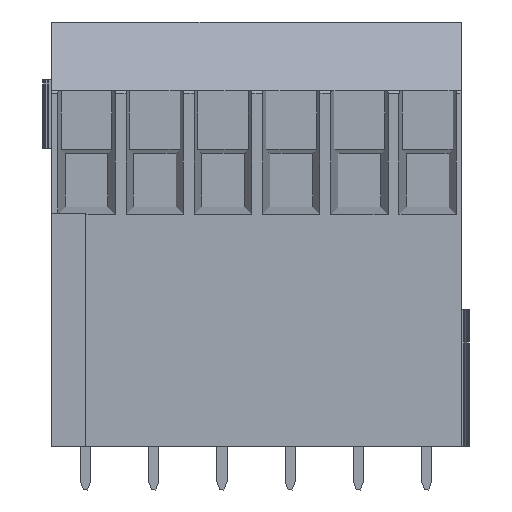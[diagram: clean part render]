
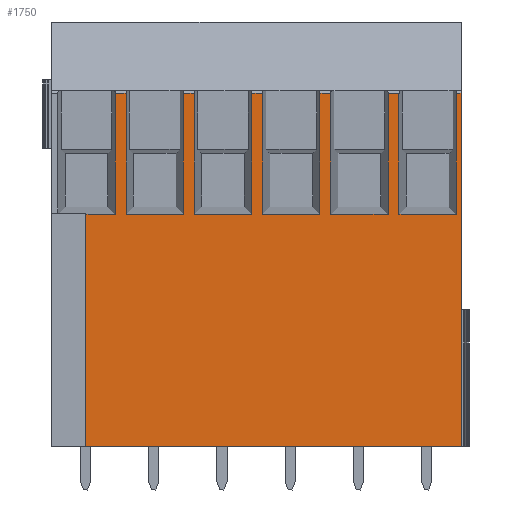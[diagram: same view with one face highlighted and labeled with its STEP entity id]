
A CAD part, front view. The second image highlights one B-rep face of the part: STEP entity #1750.
In plain terms, the highlighted planar face has unit normal (0, -1, 0).
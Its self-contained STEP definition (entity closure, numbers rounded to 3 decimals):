
#975=AXIS2_PLACEMENT_3D('Plane Axis2P3D',#972,#973,#974) ;
#972=CARTESIAN_POINT('Axis2P3D Location',(0.68,0.,29.06)) ;
#1518=CARTESIAN_POINT('Vertex',(30.68,0.,29.06)) ;
#1521=CARTESIAN_POINT('Line Origine',(30.68,0.,16.13)) ;
#1525=CARTESIAN_POINT('Vertex',(30.68,0.,3.2)) ;
#1549=CARTESIAN_POINT('Line Origine',(16.93,0.,3.2)) ;
#1553=CARTESIAN_POINT('Vertex',(3.18,0.,3.2)) ;
#1556=CARTESIAN_POINT('Line Origine',(30.5,0.,29.06)) ;
#1560=CARTESIAN_POINT('Vertex',(30.32,0.,29.06)) ;
#1563=CARTESIAN_POINT('Line Origine',(30.32,0.,24.63)) ;
#1567=CARTESIAN_POINT('Vertex',(30.32,0.,20.2)) ;
#1570=CARTESIAN_POINT('Line Origine',(28.22,0.,20.2)) ;
#1574=CARTESIAN_POINT('Vertex',(26.12,0.,20.2)) ;
#1577=CARTESIAN_POINT('Line Origine',(26.12,0.,24.63)) ;
#1581=CARTESIAN_POINT('Vertex',(26.12,0.,29.06)) ;
#1584=CARTESIAN_POINT('Line Origine',(25.72,0.,29.06)) ;
#1588=CARTESIAN_POINT('Vertex',(25.32,0.,29.06)) ;
#1591=CARTESIAN_POINT('Line Origine',(25.32,0.,24.63)) ;
#1595=CARTESIAN_POINT('Vertex',(25.32,0.,20.2)) ;
#1598=CARTESIAN_POINT('Line Origine',(23.22,0.,20.2)) ;
#1602=CARTESIAN_POINT('Vertex',(21.12,0.,20.2)) ;
#1605=CARTESIAN_POINT('Line Origine',(21.12,0.,24.63)) ;
#1609=CARTESIAN_POINT('Vertex',(21.12,0.,29.06)) ;
#1612=CARTESIAN_POINT('Line Origine',(20.72,0.,29.06)) ;
#1616=CARTESIAN_POINT('Vertex',(20.32,0.,29.06)) ;
#1619=CARTESIAN_POINT('Line Origine',(20.32,0.,24.63)) ;
#1623=CARTESIAN_POINT('Vertex',(20.32,0.,20.2)) ;
#1626=CARTESIAN_POINT('Line Origine',(18.22,0.,20.2)) ;
#1630=CARTESIAN_POINT('Vertex',(16.12,0.,20.2)) ;
#1633=CARTESIAN_POINT('Line Origine',(16.12,0.,24.63)) ;
#1637=CARTESIAN_POINT('Vertex',(16.12,0.,29.06)) ;
#1640=CARTESIAN_POINT('Line Origine',(15.72,0.,29.06)) ;
#1644=CARTESIAN_POINT('Vertex',(15.32,0.,29.06)) ;
#1647=CARTESIAN_POINT('Line Origine',(15.32,0.,24.63)) ;
#1651=CARTESIAN_POINT('Vertex',(15.32,0.,20.2)) ;
#1654=CARTESIAN_POINT('Line Origine',(13.22,0.,20.2)) ;
#1658=CARTESIAN_POINT('Vertex',(11.12,0.,20.2)) ;
#1661=CARTESIAN_POINT('Line Origine',(11.12,0.,24.63)) ;
#1665=CARTESIAN_POINT('Vertex',(11.12,0.,29.06)) ;
#1668=CARTESIAN_POINT('Line Origine',(10.72,0.,29.06)) ;
#1672=CARTESIAN_POINT('Vertex',(10.32,0.,29.06)) ;
#1675=CARTESIAN_POINT('Line Origine',(10.32,0.,24.63)) ;
#1679=CARTESIAN_POINT('Vertex',(10.32,0.,20.2)) ;
#1682=CARTESIAN_POINT('Line Origine',(8.22,0.,20.2)) ;
#1686=CARTESIAN_POINT('Vertex',(6.12,0.,20.2)) ;
#1689=CARTESIAN_POINT('Line Origine',(6.12,0.,24.63)) ;
#1693=CARTESIAN_POINT('Vertex',(6.12,0.,29.06)) ;
#1696=CARTESIAN_POINT('Line Origine',(5.72,0.,29.06)) ;
#1700=CARTESIAN_POINT('Vertex',(5.32,0.,29.06)) ;
#1703=CARTESIAN_POINT('Line Origine',(5.32,0.,24.63)) ;
#1707=CARTESIAN_POINT('Vertex',(5.32,0.,20.2)) ;
#1710=CARTESIAN_POINT('Line Origine',(4.25,0.,20.2)) ;
#1714=CARTESIAN_POINT('Vertex',(3.18,0.,20.2)) ;
#1717=CARTESIAN_POINT('Line Origine',(3.18,0.,11.7)) ;
#973=DIRECTION('Axis2P3D Direction',(0.,-1.,0.)) ;
#974=DIRECTION('Axis2P3D XDirection',(0.,0.,-1.)) ;
#1522=DIRECTION('Vector Direction',(0.,0.,-1.)) ;
#1550=DIRECTION('Vector Direction',(1.,0.,0.)) ;
#1557=DIRECTION('Vector Direction',(1.,0.,0.)) ;
#1564=DIRECTION('Vector Direction',(0.,0.,-1.)) ;
#1571=DIRECTION('Vector Direction',(-1.,0.,0.)) ;
#1578=DIRECTION('Vector Direction',(0.,0.,-1.)) ;
#1585=DIRECTION('Vector Direction',(1.,0.,0.)) ;
#1592=DIRECTION('Vector Direction',(0.,0.,-1.)) ;
#1599=DIRECTION('Vector Direction',(-1.,0.,0.)) ;
#1606=DIRECTION('Vector Direction',(0.,0.,1.)) ;
#1613=DIRECTION('Vector Direction',(1.,0.,0.)) ;
#1620=DIRECTION('Vector Direction',(0.,0.,-1.)) ;
#1627=DIRECTION('Vector Direction',(-1.,0.,0.)) ;
#1634=DIRECTION('Vector Direction',(0.,0.,1.)) ;
#1641=DIRECTION('Vector Direction',(1.,0.,0.)) ;
#1648=DIRECTION('Vector Direction',(0.,0.,-1.)) ;
#1655=DIRECTION('Vector Direction',(-1.,0.,0.)) ;
#1662=DIRECTION('Vector Direction',(0.,0.,1.)) ;
#1669=DIRECTION('Vector Direction',(1.,0.,0.)) ;
#1676=DIRECTION('Vector Direction',(0.,0.,-1.)) ;
#1683=DIRECTION('Vector Direction',(-1.,0.,0.)) ;
#1690=DIRECTION('Vector Direction',(0.,0.,1.)) ;
#1697=DIRECTION('Vector Direction',(1.,0.,0.)) ;
#1704=DIRECTION('Vector Direction',(0.,0.,-1.)) ;
#1711=DIRECTION('Vector Direction',(-1.,0.,0.)) ;
#1718=DIRECTION('Vector Direction',(0.,0.,1.)) ;
#1523=VECTOR('Line Direction',#1522,1.) ;
#1551=VECTOR('Line Direction',#1550,1.) ;
#1558=VECTOR('Line Direction',#1557,1.) ;
#1565=VECTOR('Line Direction',#1564,1.) ;
#1572=VECTOR('Line Direction',#1571,1.) ;
#1579=VECTOR('Line Direction',#1578,1.) ;
#1586=VECTOR('Line Direction',#1585,1.) ;
#1593=VECTOR('Line Direction',#1592,1.) ;
#1600=VECTOR('Line Direction',#1599,1.) ;
#1607=VECTOR('Line Direction',#1606,1.) ;
#1614=VECTOR('Line Direction',#1613,1.) ;
#1621=VECTOR('Line Direction',#1620,1.) ;
#1628=VECTOR('Line Direction',#1627,1.) ;
#1635=VECTOR('Line Direction',#1634,1.) ;
#1642=VECTOR('Line Direction',#1641,1.) ;
#1649=VECTOR('Line Direction',#1648,1.) ;
#1656=VECTOR('Line Direction',#1655,1.) ;
#1663=VECTOR('Line Direction',#1662,1.) ;
#1670=VECTOR('Line Direction',#1669,1.) ;
#1677=VECTOR('Line Direction',#1676,1.) ;
#1684=VECTOR('Line Direction',#1683,1.) ;
#1691=VECTOR('Line Direction',#1690,1.) ;
#1698=VECTOR('Line Direction',#1697,1.) ;
#1705=VECTOR('Line Direction',#1704,1.) ;
#1712=VECTOR('Line Direction',#1711,1.) ;
#1719=VECTOR('Line Direction',#1718,1.) ;
#1723=ORIENTED_EDGE('',*,*,#1555,.T.) ;
#1724=ORIENTED_EDGE('',*,*,#1527,.T.) ;
#1725=ORIENTED_EDGE('',*,*,#1562,.F.) ;
#1726=ORIENTED_EDGE('',*,*,#1569,.T.) ;
#1727=ORIENTED_EDGE('',*,*,#1576,.T.) ;
#1728=ORIENTED_EDGE('',*,*,#1583,.F.) ;
#1729=ORIENTED_EDGE('',*,*,#1590,.F.) ;
#1730=ORIENTED_EDGE('',*,*,#1597,.T.) ;
#1731=ORIENTED_EDGE('',*,*,#1604,.T.) ;
#1732=ORIENTED_EDGE('',*,*,#1611,.T.) ;
#1733=ORIENTED_EDGE('',*,*,#1618,.F.) ;
#1734=ORIENTED_EDGE('',*,*,#1625,.T.) ;
#1735=ORIENTED_EDGE('',*,*,#1632,.T.) ;
#1736=ORIENTED_EDGE('',*,*,#1639,.T.) ;
#1737=ORIENTED_EDGE('',*,*,#1646,.F.) ;
#1738=ORIENTED_EDGE('',*,*,#1653,.T.) ;
#1739=ORIENTED_EDGE('',*,*,#1660,.T.) ;
#1740=ORIENTED_EDGE('',*,*,#1667,.T.) ;
#1741=ORIENTED_EDGE('',*,*,#1674,.F.) ;
#1742=ORIENTED_EDGE('',*,*,#1681,.T.) ;
#1743=ORIENTED_EDGE('',*,*,#1688,.T.) ;
#1744=ORIENTED_EDGE('',*,*,#1695,.T.) ;
#1745=ORIENTED_EDGE('',*,*,#1702,.F.) ;
#1746=ORIENTED_EDGE('',*,*,#1709,.T.) ;
#1747=ORIENTED_EDGE('',*,*,#1716,.T.) ;
#1748=ORIENTED_EDGE('',*,*,#1721,.F.) ;
#1750=ADVANCED_FACE('HOUSING',(#1749),#976,.T.) ;
#1527=EDGE_CURVE('',#1526,#1519,#1524,.F.) ;
#1555=EDGE_CURVE('',#1554,#1526,#1552,.T.) ;
#1562=EDGE_CURVE('',#1561,#1519,#1559,.T.) ;
#1569=EDGE_CURVE('',#1561,#1568,#1566,.T.) ;
#1576=EDGE_CURVE('',#1568,#1575,#1573,.T.) ;
#1583=EDGE_CURVE('',#1582,#1575,#1580,.T.) ;
#1590=EDGE_CURVE('',#1589,#1582,#1587,.T.) ;
#1597=EDGE_CURVE('',#1589,#1596,#1594,.T.) ;
#1604=EDGE_CURVE('',#1596,#1603,#1601,.T.) ;
#1611=EDGE_CURVE('',#1603,#1610,#1608,.T.) ;
#1618=EDGE_CURVE('',#1617,#1610,#1615,.T.) ;
#1625=EDGE_CURVE('',#1617,#1624,#1622,.T.) ;
#1632=EDGE_CURVE('',#1624,#1631,#1629,.T.) ;
#1639=EDGE_CURVE('',#1631,#1638,#1636,.T.) ;
#1646=EDGE_CURVE('',#1645,#1638,#1643,.T.) ;
#1653=EDGE_CURVE('',#1645,#1652,#1650,.T.) ;
#1660=EDGE_CURVE('',#1652,#1659,#1657,.T.) ;
#1667=EDGE_CURVE('',#1659,#1666,#1664,.T.) ;
#1674=EDGE_CURVE('',#1673,#1666,#1671,.T.) ;
#1681=EDGE_CURVE('',#1673,#1680,#1678,.T.) ;
#1688=EDGE_CURVE('',#1680,#1687,#1685,.T.) ;
#1695=EDGE_CURVE('',#1687,#1694,#1692,.T.) ;
#1702=EDGE_CURVE('',#1701,#1694,#1699,.T.) ;
#1709=EDGE_CURVE('',#1701,#1708,#1706,.T.) ;
#1716=EDGE_CURVE('',#1708,#1715,#1713,.T.) ;
#1721=EDGE_CURVE('',#1554,#1715,#1720,.T.) ;
#1722=EDGE_LOOP('',(#1723,#1724,#1725,#1726,#1727,#1728,#1729,#1730,#1731,#1732,#1733,#1734,#1735,#1736,#1737,#1738,#1739,#1740,#1741,#1742,#1743,#1744,#1745,#1746,#1747,#1748)) ;
#1749=FACE_OUTER_BOUND('',#1722,.T.) ;
#1524=LINE('Line',#1521,#1523) ;
#1552=LINE('Line',#1549,#1551) ;
#1559=LINE('Line',#1556,#1558) ;
#1566=LINE('Line',#1563,#1565) ;
#1573=LINE('Line',#1570,#1572) ;
#1580=LINE('Line',#1577,#1579) ;
#1587=LINE('Line',#1584,#1586) ;
#1594=LINE('Line',#1591,#1593) ;
#1601=LINE('Line',#1598,#1600) ;
#1608=LINE('Line',#1605,#1607) ;
#1615=LINE('Line',#1612,#1614) ;
#1622=LINE('Line',#1619,#1621) ;
#1629=LINE('Line',#1626,#1628) ;
#1636=LINE('Line',#1633,#1635) ;
#1643=LINE('Line',#1640,#1642) ;
#1650=LINE('Line',#1647,#1649) ;
#1657=LINE('Line',#1654,#1656) ;
#1664=LINE('Line',#1661,#1663) ;
#1671=LINE('Line',#1668,#1670) ;
#1678=LINE('Line',#1675,#1677) ;
#1685=LINE('Line',#1682,#1684) ;
#1692=LINE('Line',#1689,#1691) ;
#1699=LINE('Line',#1696,#1698) ;
#1706=LINE('Line',#1703,#1705) ;
#1713=LINE('Line',#1710,#1712) ;
#1720=LINE('Line',#1717,#1719) ;
#976=PLANE('',#975) ;
#1519=VERTEX_POINT('',#1518) ;
#1526=VERTEX_POINT('',#1525) ;
#1554=VERTEX_POINT('',#1553) ;
#1561=VERTEX_POINT('',#1560) ;
#1568=VERTEX_POINT('',#1567) ;
#1575=VERTEX_POINT('',#1574) ;
#1582=VERTEX_POINT('',#1581) ;
#1589=VERTEX_POINT('',#1588) ;
#1596=VERTEX_POINT('',#1595) ;
#1603=VERTEX_POINT('',#1602) ;
#1610=VERTEX_POINT('',#1609) ;
#1617=VERTEX_POINT('',#1616) ;
#1624=VERTEX_POINT('',#1623) ;
#1631=VERTEX_POINT('',#1630) ;
#1638=VERTEX_POINT('',#1637) ;
#1645=VERTEX_POINT('',#1644) ;
#1652=VERTEX_POINT('',#1651) ;
#1659=VERTEX_POINT('',#1658) ;
#1666=VERTEX_POINT('',#1665) ;
#1673=VERTEX_POINT('',#1672) ;
#1680=VERTEX_POINT('',#1679) ;
#1687=VERTEX_POINT('',#1686) ;
#1694=VERTEX_POINT('',#1693) ;
#1701=VERTEX_POINT('',#1700) ;
#1708=VERTEX_POINT('',#1707) ;
#1715=VERTEX_POINT('',#1714) ;
